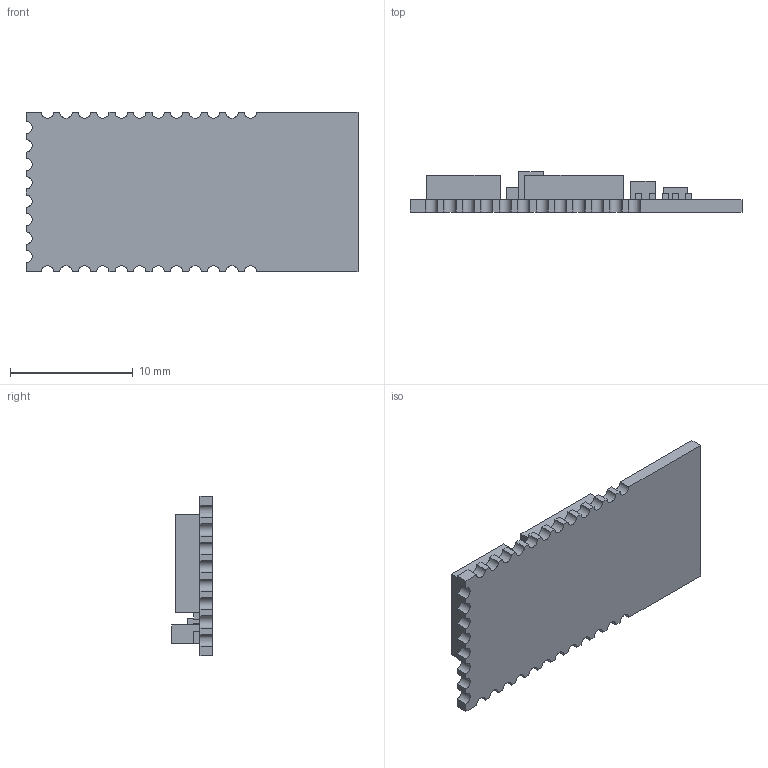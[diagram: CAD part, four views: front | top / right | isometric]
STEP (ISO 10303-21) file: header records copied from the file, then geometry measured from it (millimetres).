
FILE_DESCRIPTION (( 'STEP AP214' ), '1' );
FILE_NAME ('HC-06-bluetooth.STEP', '2015-03-21T18:01:44', ( '' ), ( '' ), 'SwSTEP 2.0', 'SolidWorks 2014', '' );
FILE_SCHEMA (( 'AUTOMOTIVE_DESIGN' ));
Length unit declared in the file: millimetre
Products named in the file (1): HC-06-bluetooth
Bounding box: 27 x 3.3 x 13 mm (x, y, z)
Volume: 591.8 mm3; surface area: 968.5 mm2
Topology: 1 solids, 1 shells, 229 faces, 618 edges, 412 vertices
Faces by surface type: plane 185, cylinder 44
Entity records: 8749 total; most frequent: CARTESIAN_POINT 1260, ORIENTED_EDGE 1236, DIRECTION 1166, EDGE_CURVE 618, VECTOR 530, LINE 530, VERTEX_POINT 412, AXIS2_PLACEMENT_3D 318
